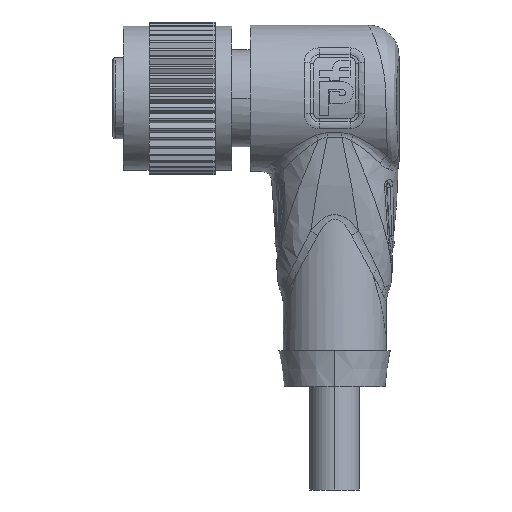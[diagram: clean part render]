
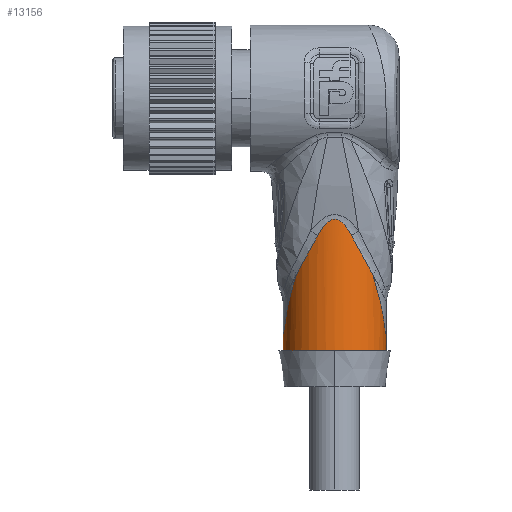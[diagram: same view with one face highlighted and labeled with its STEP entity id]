
A CAD part, front view. The second image highlights one B-rep face of the part: STEP entity #13156.
In plain terms, the highlighted cylindrical face has radius 5 mm (diameter 10 mm), a partial arc.
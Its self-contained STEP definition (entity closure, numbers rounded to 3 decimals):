
#2596=CARTESIAN_POINT('',(17.797,-3.359,
-17.085));
#2603=DIRECTION('',(0.,0.,-1.));
#2604=VECTOR('',#2603,1.674);
#2605=CARTESIAN_POINT('',(26.5,0.,-22.826));
#2606=LINE('',#2605,#2604);
#2617=CARTESIAN_POINT('',(23.15,-4.72,
-13.34));
#2618=CARTESIAN_POINT('',(23.317,-4.662,
-13.654));
#2619=CARTESIAN_POINT('',(23.641,-4.528,
-14.254));
#2620=CARTESIAN_POINT('',(24.09,-4.287,
-15.068));
#2621=CARTESIAN_POINT('',(24.501,-4.009,
-15.807));
#2622=CARTESIAN_POINT('',(24.874,-3.7,
-16.479));
#2623=CARTESIAN_POINT('',(25.098,-3.475,
-16.889));
#2624=CARTESIAN_POINT('',(25.203,-3.359,
-17.085));
#2626=CARTESIAN_POINT('',(25.203,-3.359,
-17.085));
#2627=CARTESIAN_POINT('',(25.33,-3.22,
-17.475));
#2628=CARTESIAN_POINT('',(25.567,-2.927,
-18.256));
#2629=CARTESIAN_POINT('',(25.872,-2.447,
-19.446));
#2630=CARTESIAN_POINT('',(26.12,-1.939,
-20.616));
#2631=CARTESIAN_POINT('',(26.308,-1.409,
-21.754));
#2632=CARTESIAN_POINT('',(26.392,-1.051,
-22.474));
#2633=CARTESIAN_POINT('',(26.423,-0.871,
-22.826));
#2635=CARTESIAN_POINT('',(21.5,0.,-22.826));
#2636=DIRECTION('',(0.,0.,1.));
#2637=DIRECTION('',(0.985,-0.174,0.));
#2638=AXIS2_PLACEMENT_3D('',#2635,#2636,#2637);
#2640=CARTESIAN_POINT('',(21.5,0.,-24.5));
#2641=DIRECTION('',(0.,0.,-1.));
#2642=DIRECTION('',(1.,0.,0.));
#2643=AXIS2_PLACEMENT_3D('',#2640,#2641,#2642);
#2645=DIRECTION('',(0.,0.,-1.));
#2646=VECTOR('',#2645,1.674);
#2647=CARTESIAN_POINT('',(16.5,0.,-22.826));
#2648=LINE('',#2647,#2646);
#2649=CARTESIAN_POINT('',(21.5,0.,-22.826));
#2650=DIRECTION('',(0.,0.,1.));
#2651=DIRECTION('',(-1.,0.,0.));
#2652=AXIS2_PLACEMENT_3D('',#2649,#2650,#2651);
#2654=CARTESIAN_POINT('',(16.577,-0.871,
-22.826));
#2655=CARTESIAN_POINT('',(16.608,-1.051,
-22.474));
#2656=CARTESIAN_POINT('',(16.692,-1.409,
-21.754));
#2657=CARTESIAN_POINT('',(16.88,-1.939,
-20.616));
#2658=CARTESIAN_POINT('',(17.128,-2.447,
-19.446));
#2659=CARTESIAN_POINT('',(17.433,-2.927,
-18.256));
#2660=CARTESIAN_POINT('',(17.67,-3.22,
-17.475));
#2661=CARTESIAN_POINT('',(17.797,-3.359,
-17.085));
#2663=CARTESIAN_POINT('',(17.797,-3.359,
-17.085));
#2664=CARTESIAN_POINT('',(17.902,-3.475,
-16.889));
#2665=CARTESIAN_POINT('',(18.126,-3.7,
-16.479));
#2666=CARTESIAN_POINT('',(18.499,-4.009,
-15.807));
#2667=CARTESIAN_POINT('',(18.91,-4.287,
-15.068));
#2668=CARTESIAN_POINT('',(19.359,-4.528,
-14.254));
#2669=CARTESIAN_POINT('',(19.683,-4.662,
-13.654));
#2670=CARTESIAN_POINT('',(19.85,-4.72,
-13.34));
#2672=CARTESIAN_POINT('',(19.85,-4.72,
-13.34));
#2673=CARTESIAN_POINT('',(19.907,-4.74,
-13.233));
#2674=CARTESIAN_POINT('',(20.02,-4.777,
-13.03));
#2675=CARTESIAN_POINT('',(20.184,-4.825,
-12.763));
#2676=CARTESIAN_POINT('',(20.344,-4.865,
-12.531));
#2677=CARTESIAN_POINT('',(20.499,-4.9,
-12.331));
#2678=CARTESIAN_POINT('',(20.65,-4.928,
-12.163));
#2679=CARTESIAN_POINT('',(20.797,-4.951,
-12.024));
#2680=CARTESIAN_POINT('',(20.94,-4.969,
-11.915));
#2681=CARTESIAN_POINT('',(21.076,-4.983,
-11.833));
#2682=CARTESIAN_POINT('',(21.203,-4.992,
-11.776));
#2683=CARTESIAN_POINT('',(21.324,-4.997,-11.741));
#2684=CARTESIAN_POINT('',(21.44,-5.,
-11.725));
#2685=CARTESIAN_POINT('',(21.554,-5.,
-11.724));
#2686=CARTESIAN_POINT('',(21.669,-4.998,
-11.74));
#2687=CARTESIAN_POINT('',(21.79,-4.992,
-11.774));
#2688=CARTESIAN_POINT('',(21.918,-4.983,
-11.829));
#2689=CARTESIAN_POINT('',(22.054,-4.97,
-11.911));
#2690=CARTESIAN_POINT('',(22.198,-4.952,
-12.02));
#2691=CARTESIAN_POINT('',(22.346,-4.929,
-12.159));
#2692=CARTESIAN_POINT('',(22.498,-4.9,
-12.328));
#2693=CARTESIAN_POINT('',(22.654,-4.866,
-12.528));
#2694=CARTESIAN_POINT('',(22.814,-4.825,
-12.761));
#2695=CARTESIAN_POINT('',(22.979,-4.777,
-13.029));
#2696=CARTESIAN_POINT('',(23.092,-4.74,
-13.232));
#2697=CARTESIAN_POINT('',(23.15,-4.72,
-13.34));
#7964=CARTESIAN_POINT('',(26.5,0.,-24.5));
#7965=CARTESIAN_POINT('',(16.5,0.,-24.5));
#7966=VERTEX_POINT('',#7964);
#7967=VERTEX_POINT('',#7965);
#7968=CARTESIAN_POINT('',(26.423,-0.871,
-22.826));
#7969=CARTESIAN_POINT('',(26.5,0.,-22.826));
#7970=VERTEX_POINT('',#7968);
#7971=VERTEX_POINT('',#7969);
#7972=CARTESIAN_POINT('',(16.5,0.,-22.826));
#7973=CARTESIAN_POINT('',(16.577,-0.871,
-22.826));
#7974=VERTEX_POINT('',#7972);
#7975=VERTEX_POINT('',#7973);
#7976=VERTEX_POINT('',#2617);
#7977=VERTEX_POINT('',#2624);
#7992=VERTEX_POINT('',#2596);
#7994=VERTEX_POINT('',#2670);
#13136=CARTESIAN_POINT('',(21.5,0.,-32.826));
#13137=DIRECTION('',(0.,0.,-1.));
#13138=DIRECTION('',(0.,1.,0.));
#13139=AXIS2_PLACEMENT_3D('',#13136,#13137,#13138);
#13140=CYLINDRICAL_SURFACE('',#13139,5.);
#13141=ORIENTED_EDGE('',*,*,#13119,.T.);
#13142=ORIENTED_EDGE('',*,*,#13040,.T.);
#13143=ORIENTED_EDGE('',*,*,#13038,.T.);
#13144=ORIENTED_EDGE('',*,*,#13036,.T.);
#13146=ORIENTED_EDGE('',*,*,#13145,.T.);
#13147=ORIENTED_EDGE('',*,*,#13032,.F.);
#13148=ORIENTED_EDGE('',*,*,#13030,.T.);
#13149=ORIENTED_EDGE('',*,*,#13028,.T.);
#13151=ORIENTED_EDGE('',*,*,#13150,.T.);
#13153=ORIENTED_EDGE('',*,*,#13152,.T.);
#13154=EDGE_LOOP('',(#13141,#13142,#13143,#13144,#13146,#13147,#13148,#13149,
#13151,#13153));
#13155=FACE_OUTER_BOUND('',#13154,.F.);
#13156=ADVANCED_FACE('',(#13155),#13140,.T.);
#2625=B_SPLINE_CURVE_WITH_KNOTS('',3,(#2617,#2618,#2619,#2620,#2621,#2622,#2623,
#2624),.UNSPECIFIED.,.F.,.F.,(4,1,1,1,1,4),(0.,0.2,0.4,0.6,0.8,1.),
.UNSPECIFIED.);
#2634=B_SPLINE_CURVE_WITH_KNOTS('',3,(#2626,#2627,#2628,#2629,#2630,#2631,#2632,
#2633),.UNSPECIFIED.,.F.,.F.,(4,1,1,1,1,4),(0.,0.2,0.4,0.6,0.8,1.),
.UNSPECIFIED.);
#2639=CIRCLE('',#2638,5.);
#2644=CIRCLE('',#2643,5.);
#2653=CIRCLE('',#2652,5.);
#2662=B_SPLINE_CURVE_WITH_KNOTS('',3,(#2654,#2655,#2656,#2657,#2658,#2659,#2660,
#2661),.UNSPECIFIED.,.F.,.F.,(4,1,1,1,1,4),(0.,0.2,0.4,0.6,0.8,1.),
.UNSPECIFIED.);
#2671=B_SPLINE_CURVE_WITH_KNOTS('',3,(#2663,#2664,#2665,#2666,#2667,#2668,#2669,
#2670),.UNSPECIFIED.,.F.,.F.,(4,1,1,1,1,4),(0.,0.2,0.4,0.6,0.8,1.),
.UNSPECIFIED.);
#2698=B_SPLINE_CURVE_WITH_KNOTS('',3,(#2672,#2673,#2674,#2675,#2676,#2677,#2678,
#2679,#2680,#2681,#2682,#2683,#2684,#2685,#2686,#2687,#2688,#2689,#2690,#2691,
#2692,#2693,#2694,#2695,#2696,#2697),.UNSPECIFIED.,.F.,.F.,(4,1,1,1,1,1,1,1,1,1,
1,1,1,1,1,1,1,1,1,1,1,1,1,4),(0.,0.043,0.087,
0.13,0.174,0.217,0.261,
0.304,0.348,0.391,0.435,
0.478,0.522,0.565,0.609,
0.652,0.696,0.739,0.783,
0.826,0.87,0.913,0.957,1.),
.UNSPECIFIED.);
#13028=EDGE_CURVE('',#7975,#7992,#2662,.T.);
#13030=EDGE_CURVE('',#7974,#7975,#2653,.T.);
#13032=EDGE_CURVE('',#7974,#7967,#2648,.T.);
#13036=EDGE_CURVE('',#7971,#7966,#2606,.T.);
#13038=EDGE_CURVE('',#7970,#7971,#2639,.T.);
#13040=EDGE_CURVE('',#7977,#7970,#2634,.T.);
#13119=EDGE_CURVE('',#7976,#7977,#2625,.T.);
#13145=EDGE_CURVE('',#7966,#7967,#2644,.T.);
#13150=EDGE_CURVE('',#7992,#7994,#2671,.T.);
#13152=EDGE_CURVE('',#7994,#7976,#2698,.T.);
